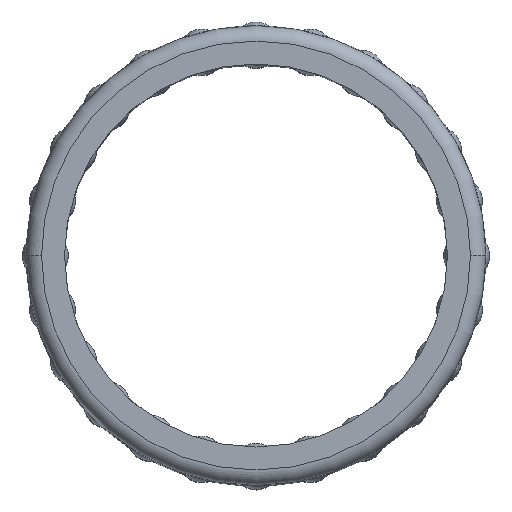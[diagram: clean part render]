
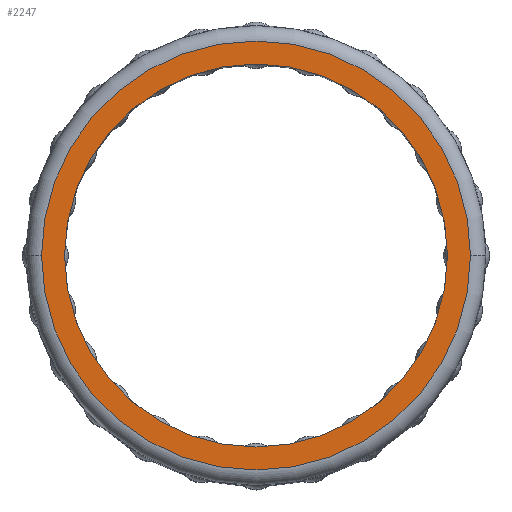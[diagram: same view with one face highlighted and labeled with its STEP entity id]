
A CAD part, top view. The second image highlights one B-rep face of the part: STEP entity #2247.
In plain terms, the highlighted planar face has unit normal (0, 0, 1).
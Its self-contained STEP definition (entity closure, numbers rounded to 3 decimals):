
#365 = ORIENTED_EDGE ( 'NONE', *, *, #17387, .T. ) ;
#1002 = CIRCLE ( 'NONE', #1780, 12.5 ) ;
#1780 = AXIS2_PLACEMENT_3D ( 'NONE', #26044, #15529, #11147 ) ;
#2247 = ADVANCED_FACE ( 'NONE', ( #20390, #14718 ), #26431, .T. ) ;
#3192 = VERTEX_POINT ( 'NONE', #4775 ) ;
#3696 = CIRCLE ( 'NONE', #13568, 14. ) ;
#3868 = ORIENTED_EDGE ( 'NONE', *, *, #5199, .T. ) ;
#4775 = CARTESIAN_POINT ( 'NONE',  ( 14., 0., 0. ) ) ;
#5199 = EDGE_CURVE ( 'NONE', #7957, #3192, #3696, .T. ) ;
#5626 = DIRECTION ( 'NONE',  ( 0., 0., 1. ) ) ;
#5774 = DIRECTION ( 'NONE',  ( 0., 0., 1. ) ) ;
#6255 = CARTESIAN_POINT ( 'NONE',  ( -14., 0., 0. ) ) ;
#6659 = EDGE_CURVE ( 'NONE', #12602, #13956, #17624, .T. ) ;
#7957 = VERTEX_POINT ( 'NONE', #6255 ) ;
#7987 = CARTESIAN_POINT ( 'NONE',  ( 0., 0., 0. ) ) ;
#8013 = CARTESIAN_POINT ( 'NONE',  ( 0., 0., 0. ) ) ;
#8078 = CARTESIAN_POINT ( 'NONE',  ( 0., 0., 0. ) ) ;
#8255 = DIRECTION ( 'NONE',  ( 0., 0., 1. ) ) ;
#11147 = DIRECTION ( 'NONE',  ( 1., 0., 0. ) ) ;
#12602 = VERTEX_POINT ( 'NONE', #16636 ) ;
#13568 = AXIS2_PLACEMENT_3D ( 'NONE', #8078, #8255, #18945 ) ;
#13956 = VERTEX_POINT ( 'NONE', #25111 ) ;
#14718 = FACE_BOUND ( 'NONE', #27277, .T. ) ;
#15529 = DIRECTION ( 'NONE',  ( 0., 0., 1. ) ) ;
#16636 = CARTESIAN_POINT ( 'NONE',  ( -12.5, 0., 0. ) ) ;
#17387 = EDGE_CURVE ( 'NONE', #3192, #7957, #24441, .T. ) ;
#17624 = CIRCLE ( 'NONE', #19474, 12.5 ) ;
#18588 = ORIENTED_EDGE ( 'NONE', *, *, #20049, .F. ) ;
#18945 = DIRECTION ( 'NONE',  ( 1., 0., 0. ) ) ;
#19474 = AXIS2_PLACEMENT_3D ( 'NONE', #8013, #5626, #20501 ) ;
#20049 = EDGE_CURVE ( 'NONE', #13956, #12602, #1002, .T. ) ;
#20390 = FACE_OUTER_BOUND ( 'NONE', #25604, .T. ) ;
#20470 = DIRECTION ( 'NONE',  ( 0., 0., 1. ) ) ;
#20473 = AXIS2_PLACEMENT_3D ( 'NONE', #25016, #5774, #27061 ) ;
#20501 = DIRECTION ( 'NONE',  ( 1., 0., 0. ) ) ;
#22929 = AXIS2_PLACEMENT_3D ( 'NONE', #7987, #20470, #25019 ) ;
#24441 = CIRCLE ( 'NONE', #20473, 14. ) ;
#25016 = CARTESIAN_POINT ( 'NONE',  ( 0., 0., 0. ) ) ;
#25019 = DIRECTION ( 'NONE',  ( 1., 0., 0. ) ) ;
#25048 = ORIENTED_EDGE ( 'NONE', *, *, #6659, .F. ) ;
#25111 = CARTESIAN_POINT ( 'NONE',  ( 12.5, 0., 0. ) ) ;
#25604 = EDGE_LOOP ( 'NONE', ( #365, #3868 ) ) ;
#26044 = CARTESIAN_POINT ( 'NONE',  ( 0., 0., 0. ) ) ;
#26431 = PLANE ( 'NONE',  #22929 ) ;
#27061 = DIRECTION ( 'NONE',  ( 1., 0., 0. ) ) ;
#27277 = EDGE_LOOP ( 'NONE', ( #18588, #25048 ) ) ;
